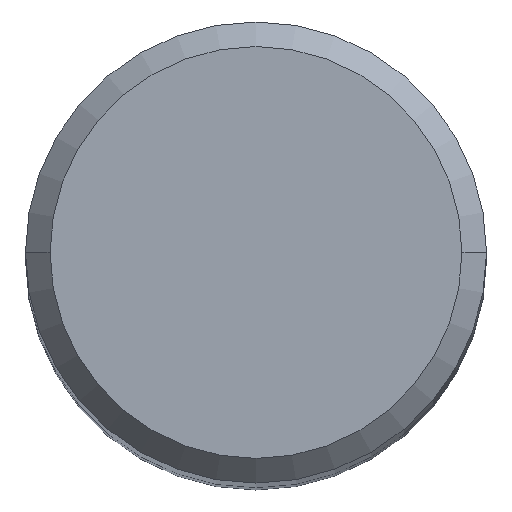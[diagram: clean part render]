
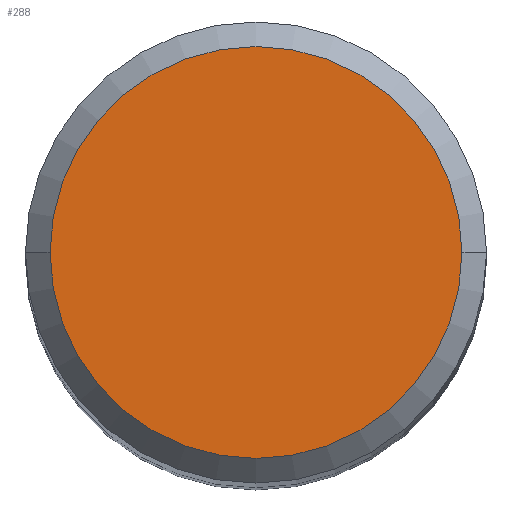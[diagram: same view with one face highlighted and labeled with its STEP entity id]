
A CAD part, top view. The second image highlights one B-rep face of the part: STEP entity #288.
In plain terms, the highlighted planar face has unit normal (0, 0, 1).
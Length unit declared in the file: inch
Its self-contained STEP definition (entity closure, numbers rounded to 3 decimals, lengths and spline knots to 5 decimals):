
#6 = EDGE_LOOP ( 'NONE', ( #343, #10 ) ) ;
#8 = VERTEX_POINT ( 'NONE', #74 ) ;
#9 = EDGE_CURVE ( 'NONE', #35, #8, #118, .T. ) ;
#10 = ORIENTED_EDGE ( 'NONE', *, *, #9, .T. ) ;
#35 = VERTEX_POINT ( 'NONE', #261 ) ;
#46 = CARTESIAN_POINT ( 'NONE',  ( 0., 0.1675, 0. ) ) ;
#60 = EDGE_CURVE ( 'NONE', #8, #35, #124, .T. ) ;
#74 = CARTESIAN_POINT ( 'NONE',  ( -0.1675, 0., 0. ) ) ;
#101 = DIRECTION ( 'NONE',  ( 0., 0., 1. ) ) ;
#118 = CIRCLE ( 'NONE', #270, 0.1675 ) ;
#124 = CIRCLE ( 'NONE', #134, 0.1675 ) ;
#134 = AXIS2_PLACEMENT_3D ( 'NONE', #217, #347, #297 ) ;
#154 = CARTESIAN_POINT ( 'NONE',  ( 0., 0., 0. ) ) ;
#195 = PLANE ( 'NONE',  #198 ) ;
#198 = AXIS2_PLACEMENT_3D ( 'NONE', #46, #364, #221 ) ;
#217 = CARTESIAN_POINT ( 'NONE',  ( 0., 0., 0. ) ) ;
#221 = DIRECTION ( 'NONE',  ( -1., 0., 0. ) ) ;
#241 = DIRECTION ( 'NONE',  ( 1., 0., 0. ) ) ;
#261 = CARTESIAN_POINT ( 'NONE',  ( 0.1675, 0., 0. ) ) ;
#270 = AXIS2_PLACEMENT_3D ( 'NONE', #154, #101, #241 ) ;
#280 = FACE_OUTER_BOUND ( 'NONE', #6, .T. ) ;
#288 = ADVANCED_FACE ( 'NONE', ( #280 ), #195, .F. ) ;
#297 = DIRECTION ( 'NONE',  ( 1., 0., 0. ) ) ;
#343 = ORIENTED_EDGE ( 'NONE', *, *, #60, .T. ) ;
#347 = DIRECTION ( 'NONE',  ( 0., 0., 1. ) ) ;
#364 = DIRECTION ( 'NONE',  ( 0., 0., -1. ) ) ;
